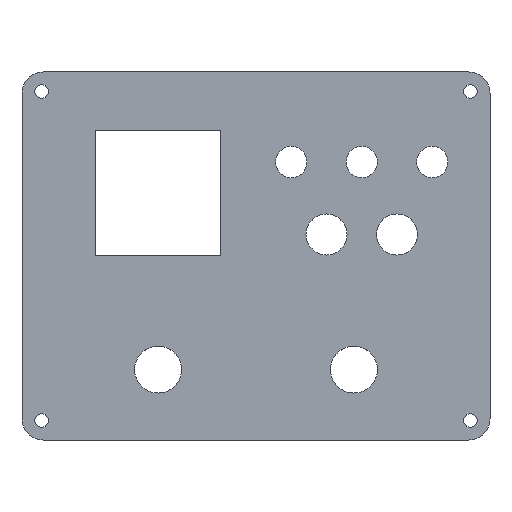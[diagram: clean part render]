
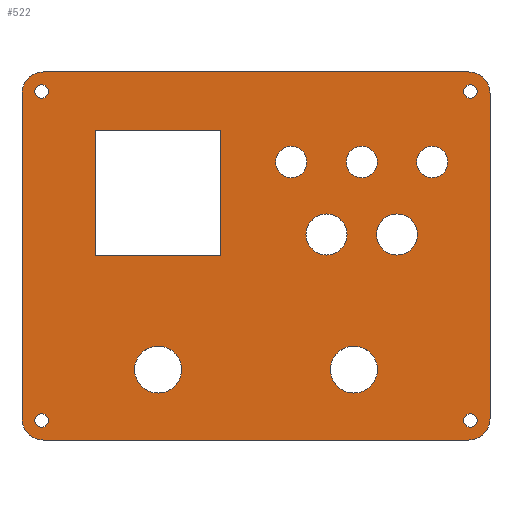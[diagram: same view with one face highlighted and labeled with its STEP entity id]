
A CAD part, top view. The second image highlights one B-rep face of the part: STEP entity #522.
In plain terms, the highlighted planar face has unit normal (0, 0, 1).
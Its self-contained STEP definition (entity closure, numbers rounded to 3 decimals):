
#15=FACE_BOUND('',#98,.T.);
#16=FACE_BOUND('',#99,.T.);
#17=FACE_BOUND('',#100,.T.);
#18=FACE_BOUND('',#101,.T.);
#19=FACE_BOUND('',#102,.T.);
#20=FACE_BOUND('',#103,.T.);
#21=FACE_BOUND('',#104,.T.);
#22=FACE_BOUND('',#105,.T.);
#23=FACE_BOUND('',#106,.T.);
#24=FACE_BOUND('',#107,.T.);
#25=FACE_BOUND('',#108,.T.);
#26=FACE_BOUND('',#109,.T.);
#47=PLANE('',#591);
#72=FACE_OUTER_BOUND('',#97,.T.);
#97=EDGE_LOOP('',(#438,#439,#440,#441,#442,#443,#444,#445));
#98=EDGE_LOOP('',(#446,#447,#448,#449));
#99=EDGE_LOOP('',(#450));
#100=EDGE_LOOP('',(#451));
#101=EDGE_LOOP('',(#452));
#102=EDGE_LOOP('',(#453));
#103=EDGE_LOOP('',(#454));
#104=EDGE_LOOP('',(#455));
#105=EDGE_LOOP('',(#456));
#106=EDGE_LOOP('',(#457));
#107=EDGE_LOOP('',(#458));
#108=EDGE_LOOP('',(#459));
#109=EDGE_LOOP('',(#460));
#134=LINE('',#814,#173);
#138=LINE('',#822,#177);
#141=LINE('',#828,#180);
#144=LINE('',#833,#183);
#146=LINE('',#838,#185);
#151=LINE('',#852,#190);
#155=LINE('',#864,#194);
#159=LINE('',#876,#198);
#173=VECTOR('',#674,10.);
#177=VECTOR('',#680,10.);
#180=VECTOR('',#685,10.);
#183=VECTOR('',#690,10.);
#185=VECTOR('',#694,10.);
#190=VECTOR('',#707,10.);
#194=VECTOR('',#719,10.);
#198=VECTOR('',#731,10.);
#202=CIRCLE('',#540,4.);
#204=CIRCLE('',#543,1.75);
#206=CIRCLE('',#546,4.);
#208=CIRCLE('',#549,1.75);
#210=CIRCLE('',#552,5.25);
#212=CIRCLE('',#555,4.);
#214=CIRCLE('',#558,1.75);
#216=CIRCLE('',#561,1.75);
#218=CIRCLE('',#564,6.);
#220=CIRCLE('',#567,6.);
#222=CIRCLE('',#570,5.25);
#223=CIRCLE('',#577,5.5);
#225=CIRCLE('',#581,5.5);
#227=CIRCLE('',#585,5.5);
#229=CIRCLE('',#589,5.5);
#232=VERTEX_POINT('',#748);
#234=VERTEX_POINT('',#754);
#236=VERTEX_POINT('',#760);
#238=VERTEX_POINT('',#766);
#240=VERTEX_POINT('',#772);
#242=VERTEX_POINT('',#778);
#244=VERTEX_POINT('',#784);
#246=VERTEX_POINT('',#790);
#248=VERTEX_POINT('',#796);
#250=VERTEX_POINT('',#802);
#252=VERTEX_POINT('',#808);
#253=VERTEX_POINT('',#812);
#254=VERTEX_POINT('',#813);
#257=VERTEX_POINT('',#821);
#259=VERTEX_POINT('',#827);
#261=VERTEX_POINT('',#836);
#262=VERTEX_POINT('',#837);
#265=VERTEX_POINT('',#845);
#267=VERTEX_POINT('',#851);
#269=VERTEX_POINT('',#857);
#271=VERTEX_POINT('',#863);
#273=VERTEX_POINT('',#869);
#275=VERTEX_POINT('',#875);
#279=EDGE_CURVE('',#232,#232,#202,.T.);
#282=EDGE_CURVE('',#234,#234,#204,.T.);
#285=EDGE_CURVE('',#236,#236,#206,.T.);
#288=EDGE_CURVE('',#238,#238,#208,.T.);
#291=EDGE_CURVE('',#240,#240,#210,.T.);
#294=EDGE_CURVE('',#242,#242,#212,.T.);
#297=EDGE_CURVE('',#244,#244,#214,.T.);
#300=EDGE_CURVE('',#246,#246,#216,.T.);
#303=EDGE_CURVE('',#248,#248,#218,.T.);
#306=EDGE_CURVE('',#250,#250,#220,.T.);
#309=EDGE_CURVE('',#252,#252,#222,.T.);
#310=EDGE_CURVE('',#253,#254,#134,.T.);
#314=EDGE_CURVE('',#254,#257,#138,.T.);
#317=EDGE_CURVE('',#257,#259,#141,.T.);
#320=EDGE_CURVE('',#259,#253,#144,.T.);
#322=EDGE_CURVE('',#261,#262,#146,.T.);
#326=EDGE_CURVE('',#262,#265,#223,.T.);
#329=EDGE_CURVE('',#265,#267,#151,.T.);
#332=EDGE_CURVE('',#267,#269,#225,.T.);
#335=EDGE_CURVE('',#269,#271,#155,.T.);
#338=EDGE_CURVE('',#271,#273,#227,.T.);
#341=EDGE_CURVE('',#273,#275,#159,.T.);
#344=EDGE_CURVE('',#275,#261,#229,.T.);
#438=ORIENTED_EDGE('',*,*,#344,.T.);
#439=ORIENTED_EDGE('',*,*,#322,.T.);
#440=ORIENTED_EDGE('',*,*,#326,.T.);
#441=ORIENTED_EDGE('',*,*,#329,.T.);
#442=ORIENTED_EDGE('',*,*,#332,.T.);
#443=ORIENTED_EDGE('',*,*,#335,.T.);
#444=ORIENTED_EDGE('',*,*,#338,.T.);
#445=ORIENTED_EDGE('',*,*,#341,.T.);
#446=ORIENTED_EDGE('',*,*,#320,.T.);
#447=ORIENTED_EDGE('',*,*,#310,.T.);
#448=ORIENTED_EDGE('',*,*,#314,.T.);
#449=ORIENTED_EDGE('',*,*,#317,.T.);
#450=ORIENTED_EDGE('',*,*,#309,.T.);
#451=ORIENTED_EDGE('',*,*,#306,.T.);
#452=ORIENTED_EDGE('',*,*,#303,.T.);
#453=ORIENTED_EDGE('',*,*,#300,.T.);
#454=ORIENTED_EDGE('',*,*,#297,.T.);
#455=ORIENTED_EDGE('',*,*,#294,.T.);
#456=ORIENTED_EDGE('',*,*,#291,.T.);
#457=ORIENTED_EDGE('',*,*,#288,.T.);
#458=ORIENTED_EDGE('',*,*,#285,.T.);
#459=ORIENTED_EDGE('',*,*,#282,.T.);
#460=ORIENTED_EDGE('',*,*,#279,.T.);
#522=ADVANCED_FACE('',(#72,#15,#16,#17,#18,#19,#20,#21,#22,#23,#24,#25,
#26),#47,.T.);
#540=AXIS2_PLACEMENT_3D('',#750,#600,#601);
#543=AXIS2_PLACEMENT_3D('',#756,#607,#608);
#546=AXIS2_PLACEMENT_3D('',#762,#614,#615);
#549=AXIS2_PLACEMENT_3D('',#768,#621,#622);
#552=AXIS2_PLACEMENT_3D('',#774,#628,#629);
#555=AXIS2_PLACEMENT_3D('',#780,#635,#636);
#558=AXIS2_PLACEMENT_3D('',#786,#642,#643);
#561=AXIS2_PLACEMENT_3D('',#792,#649,#650);
#564=AXIS2_PLACEMENT_3D('',#798,#656,#657);
#567=AXIS2_PLACEMENT_3D('',#804,#663,#664);
#570=AXIS2_PLACEMENT_3D('',#810,#670,#671);
#577=AXIS2_PLACEMENT_3D('',#846,#700,#701);
#581=AXIS2_PLACEMENT_3D('',#858,#712,#713);
#585=AXIS2_PLACEMENT_3D('',#870,#724,#725);
#589=AXIS2_PLACEMENT_3D('',#881,#736,#737);
#591=AXIS2_PLACEMENT_3D('',#883,#740,#741);
#600=DIRECTION('center_axis',(0.,0.,-1.));
#601=DIRECTION('ref_axis',(-1.,0.,0.));
#607=DIRECTION('center_axis',(0.,0.,-1.));
#608=DIRECTION('ref_axis',(-1.,0.,0.));
#614=DIRECTION('center_axis',(0.,0.,-1.));
#615=DIRECTION('ref_axis',(-1.,0.,0.));
#621=DIRECTION('center_axis',(0.,0.,-1.));
#622=DIRECTION('ref_axis',(-1.,0.,0.));
#628=DIRECTION('center_axis',(0.,0.,-1.));
#629=DIRECTION('ref_axis',(-1.,0.,0.));
#635=DIRECTION('center_axis',(0.,0.,-1.));
#636=DIRECTION('ref_axis',(-1.,0.,0.));
#642=DIRECTION('center_axis',(0.,0.,-1.));
#643=DIRECTION('ref_axis',(-1.,0.,0.));
#649=DIRECTION('center_axis',(0.,0.,-1.));
#650=DIRECTION('ref_axis',(-1.,0.,0.));
#656=DIRECTION('center_axis',(0.,0.,-1.));
#657=DIRECTION('ref_axis',(-1.,0.,0.));
#663=DIRECTION('center_axis',(0.,0.,-1.));
#664=DIRECTION('ref_axis',(-1.,0.,0.));
#670=DIRECTION('center_axis',(0.,0.,-1.));
#671=DIRECTION('ref_axis',(-1.,0.,0.));
#674=DIRECTION('',(0.,1.,0.));
#680=DIRECTION('',(1.,0.,0.));
#685=DIRECTION('',(0.,-1.,0.));
#690=DIRECTION('',(-1.,0.,0.));
#694=DIRECTION('',(-1.,0.,0.));
#700=DIRECTION('center_axis',(0.,0.,1.));
#701=DIRECTION('ref_axis',(0.,1.,0.));
#707=DIRECTION('',(0.,-1.,0.));
#712=DIRECTION('center_axis',(0.,0.,1.));
#713=DIRECTION('ref_axis',(-1.,0.,0.));
#719=DIRECTION('',(1.,0.,0.));
#724=DIRECTION('center_axis',(0.,0.,1.));
#725=DIRECTION('ref_axis',(0.,-1.,0.));
#731=DIRECTION('',(0.,1.,0.));
#736=DIRECTION('center_axis',(0.,0.,1.));
#737=DIRECTION('ref_axis',(1.,0.,0.));
#740=DIRECTION('center_axis',(0.,0.,1.));
#741=DIRECTION('ref_axis',(-1.,0.,0.));
#748=CARTESIAN_POINT('',(13.,3.506,22.495));
#750=CARTESIAN_POINT('Origin',(9.,3.506,22.495));
#754=CARTESIAN_POINT('',(-53.,21.506,22.495));
#756=CARTESIAN_POINT('Origin',(-54.75,21.506,22.495));
#760=CARTESIAN_POINT('',(31.,3.506,22.495));
#762=CARTESIAN_POINT('Origin',(27.,3.506,22.495));
#766=CARTESIAN_POINT('',(56.5,-62.494,22.495));
#768=CARTESIAN_POINT('Origin',(54.75,-62.494,22.495));
#772=CARTESIAN_POINT('',(23.25,-15.,22.495));
#774=CARTESIAN_POINT('Origin',(18.,-15.,22.495));
#778=CARTESIAN_POINT('',(49.,3.506,22.495));
#780=CARTESIAN_POINT('Origin',(45.,3.506,22.495));
#784=CARTESIAN_POINT('',(56.5,21.506,22.495));
#786=CARTESIAN_POINT('Origin',(54.75,21.506,22.495));
#790=CARTESIAN_POINT('',(-53.,-62.494,22.495));
#792=CARTESIAN_POINT('Origin',(-54.75,-62.494,22.495));
#796=CARTESIAN_POINT('',(31.,-49.494,22.495));
#798=CARTESIAN_POINT('Origin',(25.,-49.494,22.495));
#802=CARTESIAN_POINT('',(-19.,-49.494,22.495));
#804=CARTESIAN_POINT('Origin',(-25.,-49.494,22.495));
#808=CARTESIAN_POINT('',(41.25,-15.,22.495));
#810=CARTESIAN_POINT('Origin',(36.,-15.,22.495));
#812=CARTESIAN_POINT('',(-41.,-20.494,22.495));
#813=CARTESIAN_POINT('',(-41.,11.506,22.495));
#814=CARTESIAN_POINT('',(-41.,-20.494,22.495));
#821=CARTESIAN_POINT('',(-9.,11.506,22.495));
#822=CARTESIAN_POINT('',(-41.,11.506,22.495));
#827=CARTESIAN_POINT('',(-9.,-20.494,22.495));
#828=CARTESIAN_POINT('',(-9.,11.506,22.495));
#833=CARTESIAN_POINT('',(-9.,-20.494,22.495));
#836=CARTESIAN_POINT('',(54.25,26.506,22.495));
#837=CARTESIAN_POINT('',(-54.25,26.506,22.495));
#838=CARTESIAN_POINT('',(54.25,26.506,22.495));
#845=CARTESIAN_POINT('',(-59.75,21.006,22.495));
#846=CARTESIAN_POINT('Origin',(-54.25,21.006,22.495));
#851=CARTESIAN_POINT('',(-59.75,-61.994,22.495));
#852=CARTESIAN_POINT('',(-59.75,21.006,22.495));
#857=CARTESIAN_POINT('',(-54.25,-67.494,22.495));
#858=CARTESIAN_POINT('Origin',(-54.25,-61.994,22.495));
#863=CARTESIAN_POINT('',(54.25,-67.494,22.495));
#864=CARTESIAN_POINT('',(-54.25,-67.494,22.495));
#869=CARTESIAN_POINT('',(59.75,-61.994,22.495));
#870=CARTESIAN_POINT('Origin',(54.25,-61.994,22.495));
#875=CARTESIAN_POINT('',(59.75,21.006,22.495));
#876=CARTESIAN_POINT('',(59.75,-61.994,22.495));
#881=CARTESIAN_POINT('Origin',(54.25,21.006,22.495));
#883=CARTESIAN_POINT('Origin',(0.,-20.494,22.495));
